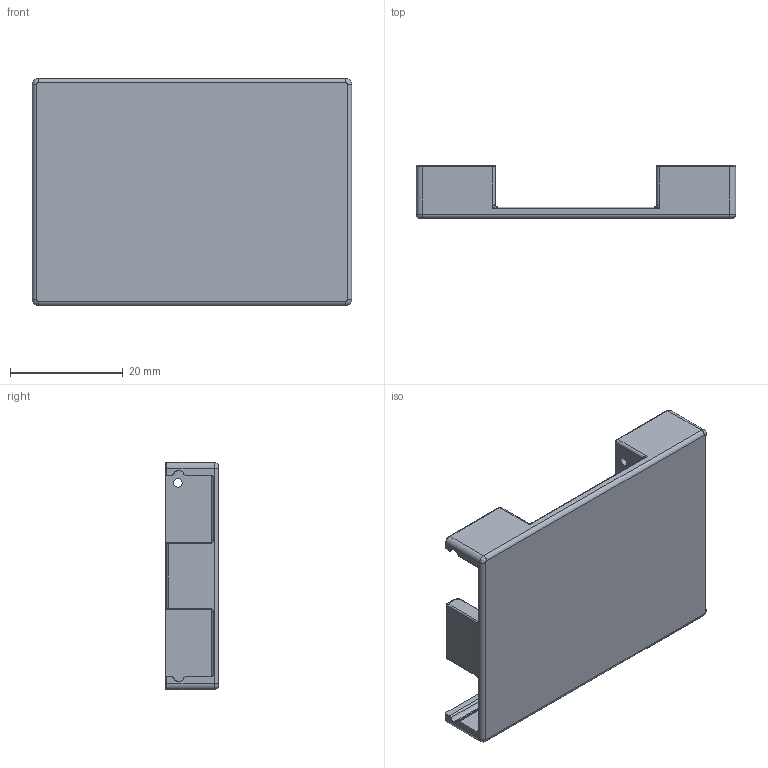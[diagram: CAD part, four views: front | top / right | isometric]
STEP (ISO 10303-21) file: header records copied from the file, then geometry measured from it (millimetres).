
FILE_DESCRIPTION(/* description */ (''),/* implementation_level */ '2;1');
FILE_NAME(/* name */ 'Clip middle.step',/* time_stamp */ '2021-08-31T00:37:28+05:00',/* author */ (''),/* organization */ (''),/* preprocessor_version */ 'ST-DEVELOPER v18.1',/* originating_system */ 'Autodesk Translation Framework v10.10.0.1391',/* authorisation */ '');
FILE_SCHEMA (('AUTOMOTIVE_DESIGN { 1 0 10303 214 3 1 1 }'));
Length unit declared in the file: millimetre
Products named in the file (1): Clip middle
Bounding box: 56.7 x 9.45 x 40.33 mm (x, y, z)
Volume: 5666.2 mm3; surface area: 7456.6 mm2
Topology: 1 solids, 1 shells, 186 faces, 452 edges, 266 vertices
Faces by surface type: cylinder 94, plane 44, torus 32, bspline 12, sphere 4
Full cylindrical faces by diameter (mm): 1.5 x2, 3.5 x2
Entity records: 5659 total; most frequent: CARTESIAN_POINT 1209, DIRECTION 1000, ORIENTED_EDGE 896, EDGE_CURVE 448, AXIS2_PLACEMENT_3D 393, VERTEX_POINT 266, LINE 214, VECTOR 214
